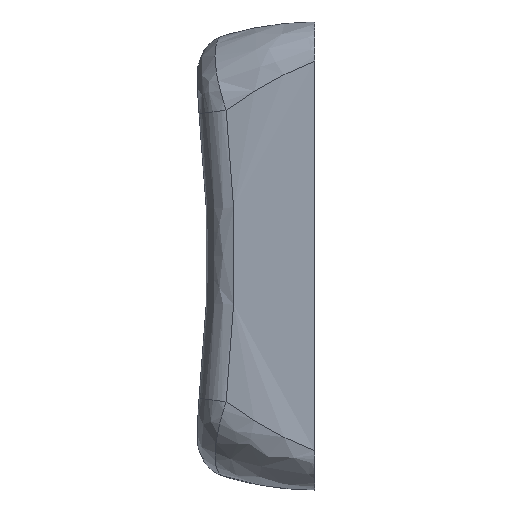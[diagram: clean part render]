
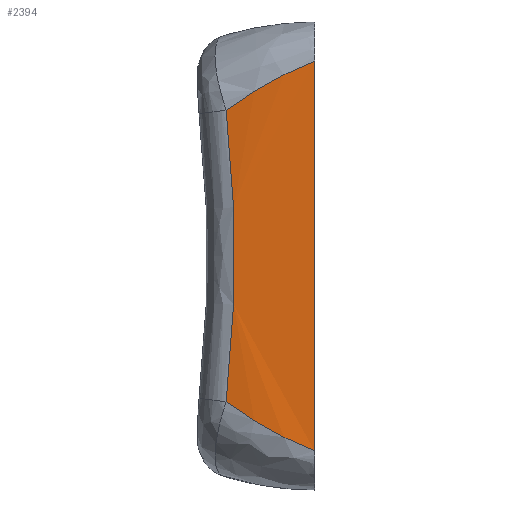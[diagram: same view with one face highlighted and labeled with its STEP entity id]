
A CAD part, left-side view. The second image highlights one B-rep face of the part: STEP entity #2394.
In plain terms, the highlighted free-form (B-spline) face has degree [1, 2] with [2, 3] control points.
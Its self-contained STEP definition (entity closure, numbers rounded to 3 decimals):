
#19=(
BOUNDED_SURFACE()
B_SPLINE_SURFACE(1,2,((#4807,#4808,#4809),(#4810,#4811,#4812)),
 .UNSPECIFIED.,.F.,.F.,.F.)
B_SPLINE_SURFACE_WITH_KNOTS((2,2),(3,3),(-0.287,0.287),
(-0.164,0.),.UNSPECIFIED.)
GEOMETRIC_REPRESENTATION_ITEM()
RATIONAL_B_SPLINE_SURFACE(((1.,0.997,1.),(1.,0.997,
1.)))
REPRESENTATION_ITEM('')
SURFACE()
);
#120=FACE_OUTER_BOUND('',#260,.T.);
#260=EDGE_LOOP('',(#1711,#1712,#1713,#1714,#1715,#1716));
#443=B_SPLINE_CURVE_WITH_KNOTS('',3,(#4780,#4781,#4782,#4783),
 .UNSPECIFIED.,.F.,.F.,(4,4),(0.,0.256),
 .UNSPECIFIED.);
#444=B_SPLINE_CURVE_WITH_KNOTS('',3,(#4785,#4786,#4787,#4788),
 .UNSPECIFIED.,.F.,.F.,(4,4),(0.256,0.385),
 .UNSPECIFIED.);
#447=B_SPLINE_CURVE_WITH_KNOTS('',3,(#4815,#4816,#4817,#4818),
 .UNSPECIFIED.,.F.,.F.,(4,4),(0.033,0.162),
 .UNSPECIFIED.);
#448=B_SPLINE_CURVE_WITH_KNOTS('',3,(#4819,#4820,#4821,#4822),
 .UNSPECIFIED.,.F.,.F.,(4,4),(-1.116,0.),.UNSPECIFIED.);
#449=B_SPLINE_CURVE_WITH_KNOTS('',3,(#4823,#4824,#4825,#4826),
 .UNSPECIFIED.,.F.,.F.,(4,4),(0.162,0.418),
 .UNSPECIFIED.);
#468=LINE('',#3185,#710);
#710=VECTOR('',#2660,10.);
#953=VERTEX_POINT('',#3176);
#954=VERTEX_POINT('',#3184);
#1027=VERTEX_POINT('',#4779);
#1028=VERTEX_POINT('',#4784);
#1030=VERTEX_POINT('',#4813);
#1031=VERTEX_POINT('',#4814);
#1185=EDGE_CURVE('',#953,#954,#468,.T.);
#1285=EDGE_CURVE('',#954,#1027,#443,.T.);
#1286=EDGE_CURVE('',#1027,#1028,#444,.T.);
#1289=EDGE_CURVE('',#1030,#1031,#447,.T.);
#1290=EDGE_CURVE('',#1028,#1030,#448,.T.);
#1291=EDGE_CURVE('',#1031,#953,#449,.T.);
#1711=ORIENTED_EDGE('',*,*,#1289,.F.);
#1712=ORIENTED_EDGE('',*,*,#1290,.F.);
#1713=ORIENTED_EDGE('',*,*,#1286,.F.);
#1714=ORIENTED_EDGE('',*,*,#1285,.F.);
#1715=ORIENTED_EDGE('',*,*,#1185,.F.);
#1716=ORIENTED_EDGE('',*,*,#1291,.F.);
#2394=ADVANCED_FACE('',(#120),#19,.F.);
#2660=DIRECTION('',(0.,0.,-1.));
#3176=CARTESIAN_POINT('',(60.813,3.5,7.45));
#3184=CARTESIAN_POINT('',(60.813,3.5,-7.45));
#3185=CARTESIAN_POINT('',(60.813,3.5,0.));
#4779=CARTESIAN_POINT('',(60.972,5.8,-6.305));
#4780=CARTESIAN_POINT('Ctrl Pts',(60.812,3.5,-7.45));
#4781=CARTESIAN_POINT('Ctrl Pts',(60.812,4.291,-7.144));
#4782=CARTESIAN_POINT('Ctrl Pts',(60.871,5.065,-6.758));
#4783=CARTESIAN_POINT('Ctrl Pts',(60.973,5.8,-6.305));
#4784=CARTESIAN_POINT('',(61.159,6.882,-5.571));
#4785=CARTESIAN_POINT('Ctrl Pts',(60.973,5.8,-6.305));
#4786=CARTESIAN_POINT('Ctrl Pts',(61.025,6.171,-6.077));
#4787=CARTESIAN_POINT('Ctrl Pts',(61.087,6.533,-5.832));
#4788=CARTESIAN_POINT('Ctrl Pts',(61.159,6.882,-5.571));
#4807=CARTESIAN_POINT('Ctrl Pts',(61.159,6.882,-7.45));
#4808=CARTESIAN_POINT('Ctrl Pts',(60.813,5.202,-7.45));
#4809=CARTESIAN_POINT('Ctrl Pts',(60.813,3.5,-7.45));
#4810=CARTESIAN_POINT('Ctrl Pts',(61.159,6.882,7.45));
#4811=CARTESIAN_POINT('Ctrl Pts',(60.813,5.202,7.45));
#4812=CARTESIAN_POINT('Ctrl Pts',(60.813,3.5,7.45));
#4813=CARTESIAN_POINT('',(61.159,6.882,5.571));
#4814=CARTESIAN_POINT('',(60.972,5.8,6.305));
#4815=CARTESIAN_POINT('Ctrl Pts',(61.159,6.882,5.571));
#4816=CARTESIAN_POINT('Ctrl Pts',(61.087,6.533,5.831));
#4817=CARTESIAN_POINT('Ctrl Pts',(61.025,6.171,6.077));
#4818=CARTESIAN_POINT('Ctrl Pts',(60.973,5.8,6.305));
#4819=CARTESIAN_POINT('Ctrl Pts',(61.159,6.882,-5.571));
#4820=CARTESIAN_POINT('Ctrl Pts',(61.072,6.456,-1.872));
#4821=CARTESIAN_POINT('Ctrl Pts',(61.072,6.456,1.872));
#4822=CARTESIAN_POINT('Ctrl Pts',(61.159,6.882,5.571));
#4823=CARTESIAN_POINT('Ctrl Pts',(60.973,5.8,6.305));
#4824=CARTESIAN_POINT('Ctrl Pts',(60.871,5.065,6.758));
#4825=CARTESIAN_POINT('Ctrl Pts',(60.812,4.292,7.144));
#4826=CARTESIAN_POINT('Ctrl Pts',(60.812,3.5,7.45));
